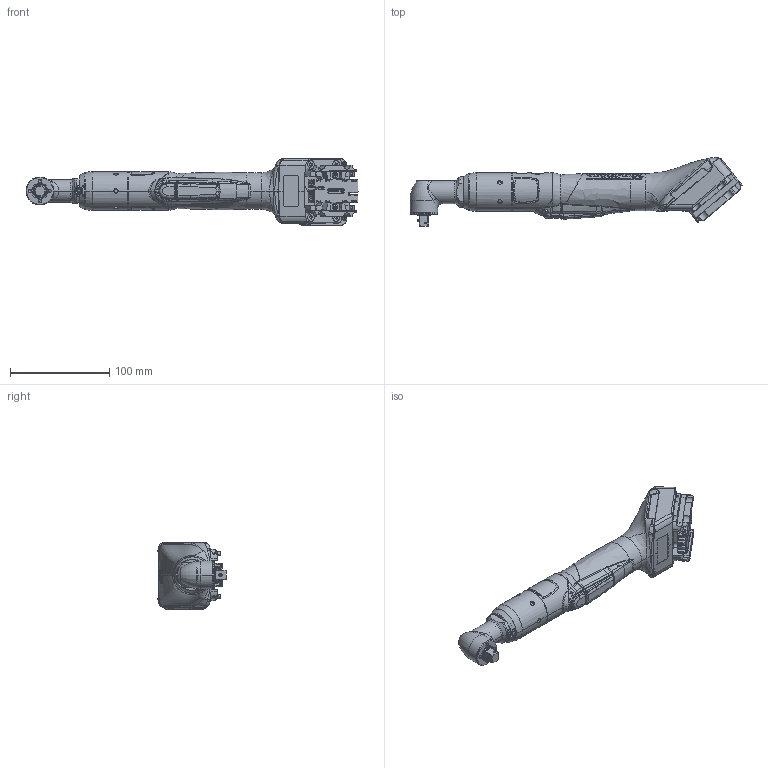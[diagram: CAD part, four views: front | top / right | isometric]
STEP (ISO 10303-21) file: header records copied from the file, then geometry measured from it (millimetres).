
FILE_DESCRIPTION((''),'2;1');
FILE_NAME('6151660950','2019-08-21T09:39:42',('greextsd'),(''),'CREO PARAMETRIC BY PTC INC, 2019080','CREO PARAMETRIC BY PTC INC, 2019080','');
FILE_SCHEMA(('AUTOMOTIVE_DESIGN { 1 0 10303 214 1 1 1 1 }'));
Products named in the file (1): 6151660950
Bounding box: 334.65 x 68.6 x 67.03 mm (x, y, z)
Volume: 48622.9 mm3; surface area: 133610.3 mm2
Topology: 3 solids, 42 shells, 7774 faces, 19935 edges, 12374 vertices
Faces by surface type: plane 2457, bspline 2211, cylinder 1562, cone 507, torus 501, extrusion 458, sphere 70, revolution 8
Entity records: 514350 total; most frequent: CARTESIAN_POINT 295354, ORIENTED_EDGE 39560, DIRECTION 24632, EDGE_CURVE 19896, PRESENTATION_STYLE_ASSIGNMENT 15247, STYLED_ITEM 15129, CURVE_STYLE 12851, VERTEX_POINT 12374
